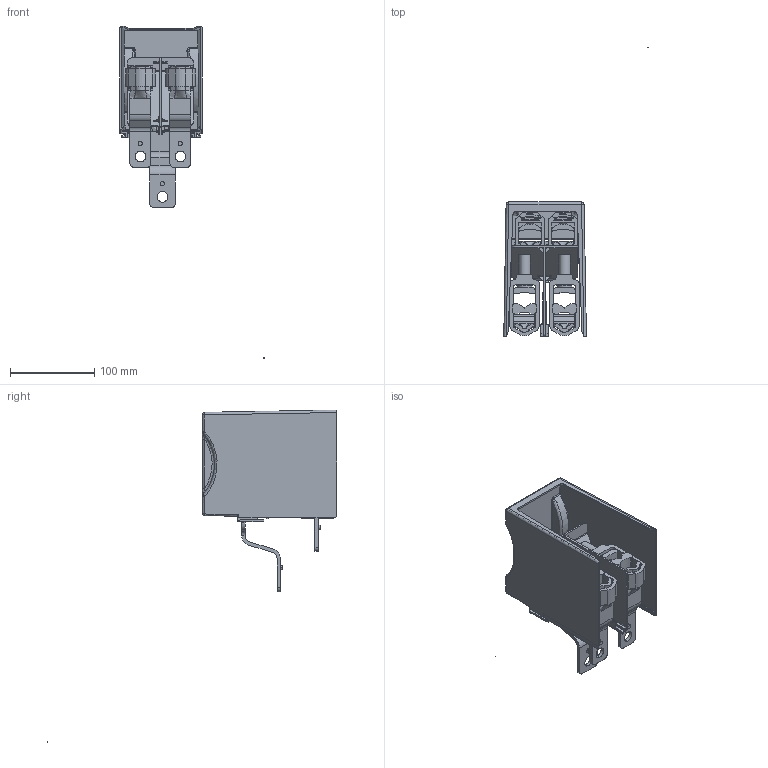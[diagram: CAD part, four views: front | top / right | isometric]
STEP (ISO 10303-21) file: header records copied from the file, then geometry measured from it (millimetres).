
FILE_DESCRIPTION((''),'2;1');
FILE_NAME('1SEP622529R0001_ASM','2020-08-14T08:32:19',('CNVIXU6'),(''),'CREO PARAMETRIC BY PTC INC, 2019164','CREO PARAMETRIC BY PTC INC, 2019164','');
FILE_SCHEMA(('AUTOMOTIVE_DESIGN { 1 0 10303 214 1 1 1 1 }'));
Products named in the file (13): 1SEP622530P0001; 1SEP622531P0001; MIG101508_01; MIG100046_03; 1SEP408_01; MIG101509_01; GZN490084P0109_01; NHSN722067P0013_A_ASM; NHSN722066P0003; 1SEP622533P0001; 1SEP622532P0001; 1SEP622730P0001; 1SEP622529R0001_ASM
Assembly tree (15 placements, depth 3):
  1SEP622529R0001_ASM
    1SEP622530P0001  x2
    1SEP622531P0001
    NHSN722067P0013_A_ASM  x2
      MIG101508_01
      MIG100046_03
      1SEP408_01
      MIG101509_01
      GZN490084P0109_01
    NHSN722066P0003  x2
    1SEP622533P0001
    1SEP622532P0001
    1SEP622730P0001
Bounding box: 171.39 x 343.77 x 393.85 mm (x, y, z)
Volume: 289005.8 mm3; surface area: 231366.5 mm2
Topology: 18 solids, 29 shells, 8921 faces, 24503 edges, 16110 vertices
Faces by surface type: plane 6391, extrusion 1395, cylinder 590, bspline 462, sphere 40, cone 30, torus 13
Entity records: 281938 total; most frequent: CARTESIAN_POINT 77800, ORIENTED_EDGE 32926, DIRECTION 24590, PRESENTATION_STYLE_ASSIGNMENT 16729, STYLED_ITEM 16729, CURVE_STYLE 16673, EDGE_CURVE 16546, VECTOR 14126
